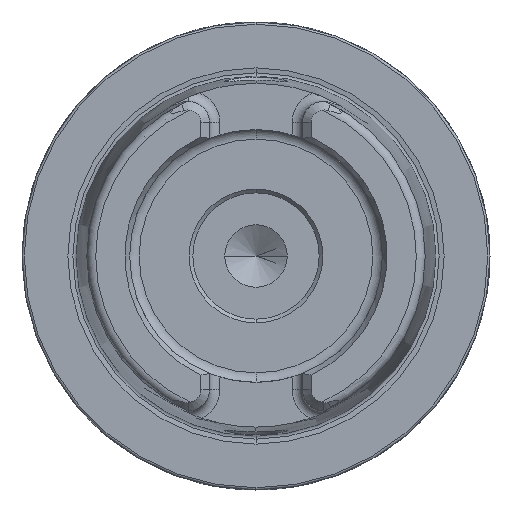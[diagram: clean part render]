
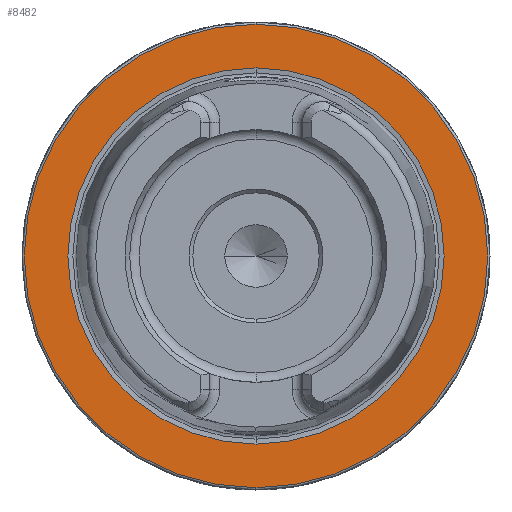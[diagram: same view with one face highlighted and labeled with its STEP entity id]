
A CAD part, left-side view. The second image highlights one B-rep face of the part: STEP entity #8482.
In plain terms, the highlighted planar face has unit normal (-1, 0, 0).
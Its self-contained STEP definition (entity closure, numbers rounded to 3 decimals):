
#2507 = CARTESIAN_POINT ( 'NONE',  ( 0., 0., 0. ) ) ;
#2508 = DIRECTION ( 'NONE',  ( -1., 0., 0. ) ) ;
#2509 = DIRECTION ( 'NONE',  ( 0., 0., 1. ) ) ;
#2510 = CARTESIAN_POINT ( 'NONE',  ( 0., 0., 0. ) ) ;
#2511 = DIRECTION ( 'NONE',  ( -1., 0., 0. ) ) ;
#2512 = DIRECTION ( 'NONE',  ( 0., 0., 1. ) ) ;
#3102 = CIRCLE ( 'NONE', #3517, 25.324 ) ;
#3111 = CIRCLE ( 'NONE', #3520, 31.2 ) ;
#3517 = AXIS2_PLACEMENT_3D ( 'NONE', #9439, #9440, #9441 ) ;
#3520 = AXIS2_PLACEMENT_3D ( 'NONE', #9448, #9449, #9450 ) ;
#3624 = AXIS2_PLACEMENT_3D ( 'NONE', #2507, #2508, #2509 ) ;
#3625 = AXIS2_PLACEMENT_3D ( 'NONE', #2510, #2511, #2512 ) ;
#4519 = VERTEX_POINT ( 'NONE', #7556 ) ;
#4524 = VERTEX_POINT ( 'NONE', #7561 ) ;
#4526 = VERTEX_POINT ( 'NONE', #7563 ) ;
#4527 = VERTEX_POINT ( 'NONE', #7564 ) ;
#4841 = EDGE_CURVE ( 'NONE', #4527, #4526, #10641, .T. ) ;
#4842 = EDGE_CURVE ( 'NONE', #4524, #4519, #10642, .T. ) ;
#4886 = FACE_BOUND ( 'NONE', #11074, .T. ) ;
#4892 = FACE_OUTER_BOUND ( 'NONE', #11071, .T. ) ;
#5297 = CARTESIAN_POINT ( 'NONE',  ( 0., 31.2, 0. ) ) ;
#5300 = PLANE ( 'NONE',  #5478 ) ;
#5302 = DIRECTION ( 'NONE',  ( 1., 0., 0. ) ) ;
#5303 = DIRECTION ( 'NONE',  ( 0., 0., -1. ) ) ;
#5478 = AXIS2_PLACEMENT_3D ( 'NONE', #5297, #5302, #5303 ) ;
#7556 = CARTESIAN_POINT ( 'NONE',  ( 0., 0., -25.324 ) ) ;
#7561 = CARTESIAN_POINT ( 'NONE',  ( 0., 0., 25.324 ) ) ;
#7563 = CARTESIAN_POINT ( 'NONE',  ( 0., 0., 31.2 ) ) ;
#7564 = CARTESIAN_POINT ( 'NONE',  ( 0., 0., -31.2 ) ) ;
#8482 = ADVANCED_FACE ( 'NONE', ( #4886, #4892 ), #5300, .F. ) ;
#9146 = EDGE_CURVE ( 'NONE', #4519, #4524, #3102, .T. ) ;
#9150 = EDGE_CURVE ( 'NONE', #4526, #4527, #3111, .T. ) ;
#9439 = CARTESIAN_POINT ( 'NONE',  ( 0., 0., 0. ) ) ;
#9440 = DIRECTION ( 'NONE',  ( -1., 0., 0. ) ) ;
#9441 = DIRECTION ( 'NONE',  ( 0., 0., 1. ) ) ;
#9448 = CARTESIAN_POINT ( 'NONE',  ( 0., 0., 0. ) ) ;
#9449 = DIRECTION ( 'NONE',  ( -1., 0., 0. ) ) ;
#9450 = DIRECTION ( 'NONE',  ( 0., 0., 1. ) ) ;
#10311 = ORIENTED_EDGE ( 'NONE', *, *, #4842, .F. ) ;
#10313 = ORIENTED_EDGE ( 'NONE', *, *, #9146, .F. ) ;
#10315 = ORIENTED_EDGE ( 'NONE', *, *, #9150, .T. ) ;
#10317 = ORIENTED_EDGE ( 'NONE', *, *, #4841, .T. ) ;
#10641 = CIRCLE ( 'NONE', #3624, 31.2 ) ;
#10642 = CIRCLE ( 'NONE', #3625, 25.324 ) ;
#11071 = EDGE_LOOP ( 'NONE', ( #10315, #10317 ) ) ;
#11074 = EDGE_LOOP ( 'NONE', ( #10311, #10313 ) ) ;
